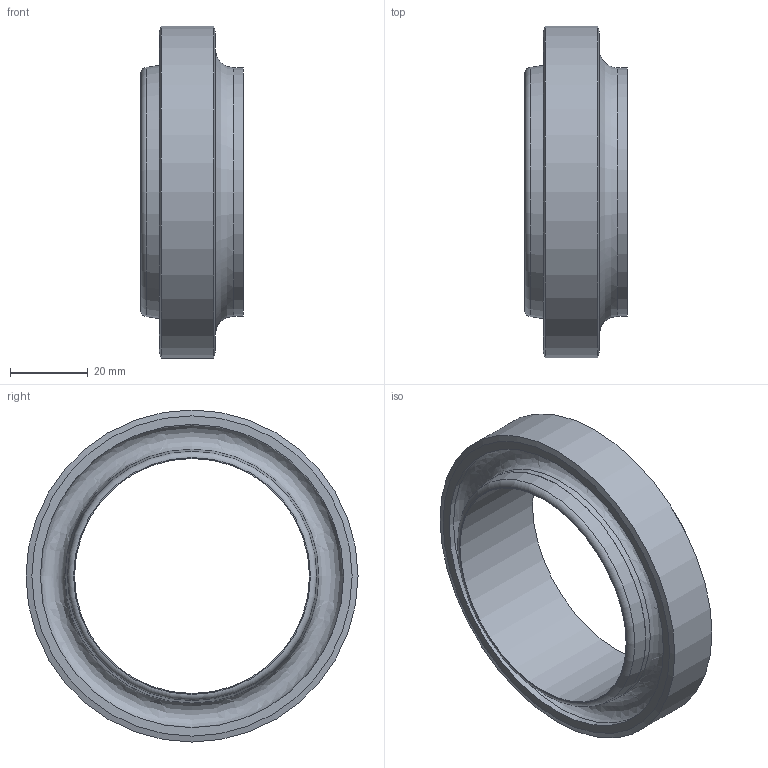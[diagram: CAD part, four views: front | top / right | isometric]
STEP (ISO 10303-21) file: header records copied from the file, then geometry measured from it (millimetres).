
FILE_DESCRIPTION((''),'2;1');
FILE_NAME('16263212X.stp','2010-08-10T09:56:51',('thilbrands'),(''),'Autodesk Inventor 2008','Autodesk Inventor 2008','');
FILE_SCHEMA(('AUTOMOTIVE_DESIGN { 1 0 10303 214 1 1 1 1 }'));
Length unit declared in the file: millimetre
Products named in the file (1): 162631003
Bounding box: 26.3 x 85.2 x 85.2 mm (x, y, z)
Volume: 39855.9 mm3; surface area: 17633.9 mm2
Topology: 1 solids, 1 shells, 16 faces, 28 edges, 16 vertices
Faces by surface type: cylinder 5, cone 4, plane 4, bspline 2, torus 1
Full cylindrical faces by diameter (mm): 60.3 x1, 63.75 x1, 65 x1, 77.8 x1, 85.2 x1
Entity records: 434 total; most frequent: CARTESIAN_POINT 137, DIRECTION 62, ORIENTED_EDGE 32, EDGE_LOOP 32, AXIS2_PLACEMENT_3D 31, VERTEX_POINT 16, CIRCLE 16, EDGE_CURVE 16
